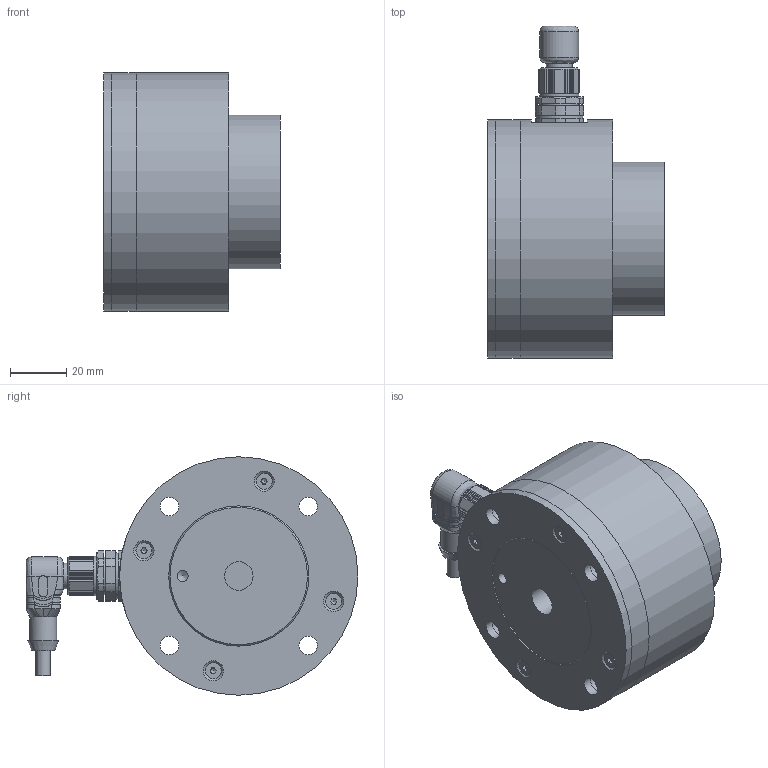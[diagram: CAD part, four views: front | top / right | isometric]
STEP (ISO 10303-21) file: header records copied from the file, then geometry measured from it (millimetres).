
FILE_DESCRIPTION (( 'STEP AP214' ), '1' );
FILE_NAME ('a_RC17-50N...1500N-S2 STEP.STEP', '2025-05-06T09:37:37', ( '' ), ( '' ), 'SwSTEP 2.0', 'SolidWorks 2023', '' );
FILE_SCHEMA (( 'AUTOMOTIVE_DESIGN' ));
Length unit declared in the file: millimetre
Products named in the file (3): a_RC17-50N...1500N-S2 STEP; a_RC17-50N...1500N-S2; a_RC-N2 Flanschmontage Scheibe
Assembly tree (2 placements, depth 2):
  a_RC17-50N...1500N-S2 STEP
    a_RC17-50N...1500N-S2
    a_RC-N2 Flanschmontage Scheibe
Bounding box: 63.1 x 118.35 x 85 mm (x, y, z)
Volume: 250856.4 mm3; surface area: 77772.3 mm2
Topology: 14 solids, 19 shells, 958 faces, 2371 edges, 1514 vertices
Faces by surface type: plane 521, cylinder 247, cone 106, bspline 63, torus 21
Full cylindrical faces by diameter (mm): 1 x8, 1.1 x4, 1.15 x4, 1.2 x1, 1.5 x4, 1.55 x8, 1.6 x8, 1.85 x4, 2 x1, 2.5 x4, 3 x4, 3.4 x4, 4 x1, 4.2 x4, 5 x4, 5.2 x1, 5.3 x4, 5.7 x4, 6.6 x12, 7.65 x1, 8.375 x1, 8.42 x1, 8.5 x4, 9 x4, 9.22 x1, 9.3 x1, 9.6 x1, 9.7 x1, 9.95 x1, 10.2 x1
Entity records: 30118 total; most frequent: CARTESIAN_POINT 8930, DIRECTION 4155, ORIENTED_EDGE 4112, EDGE_CURVE 2056, AXIS2_PLACEMENT_3D 1558, VERTEX_POINT 1432, EDGE_LOOP 1320, FACE_OUTER_BOUND 1119
